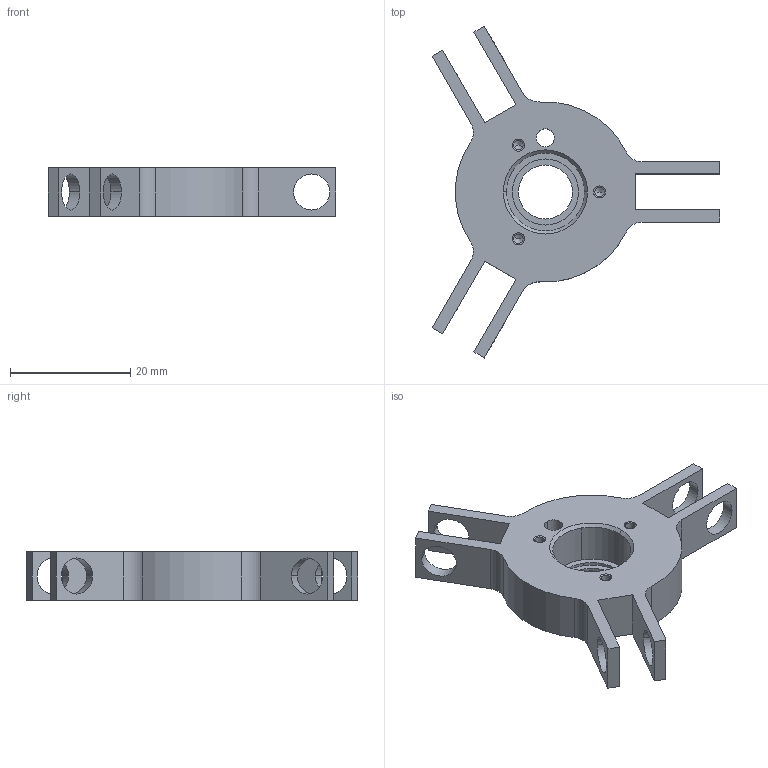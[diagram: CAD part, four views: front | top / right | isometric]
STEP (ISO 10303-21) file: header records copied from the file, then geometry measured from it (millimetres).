
FILE_DESCRIPTION(('Creo Elements/Direct Modeling STEP Export'),'2;1');
FILE_NAME('D009_WZ_Flansch.stp','2014-08-04T17:51:40',(''),(''),'Creo Elements/Direct Modeling STEP processor for AP214 (Solid Model)','Creo Elements/Direct Modeling 17.0D 15-Jul-2011 (C) Parametric Technology GmbH','');
FILE_SCHEMA(('AUTOMOTIVE_DESIGN { 1 0 10303 214 1 1 1 1 }'));
Length unit declared in the file: millimetre
Products named in the file (2): D009_Werkzeugflansch
Assembly tree (1 placements, depth 2):
  D009_Werkzeugflansch
    D009_Werkzeugflansch
Bounding box: 47.83 x 55.23 x 8 mm (x, y, z)
Volume: 5123.6 mm3; surface area: 4470.1 mm2
Topology: 1 solids, 1 shells, 94 faces, 248 edges, 156 vertices
Faces by surface type: cylinder 47, plane 27, cone 20
Entity records: 2649 total; most frequent: ORIENTED_EDGE 480, CARTESIAN_POINT 420, DIRECTION 404, EDGE_CURVE 240, VERTEX_POINT 156, AXIS2_PLACEMENT_3D 140, VECTOR 124, LINE 124
